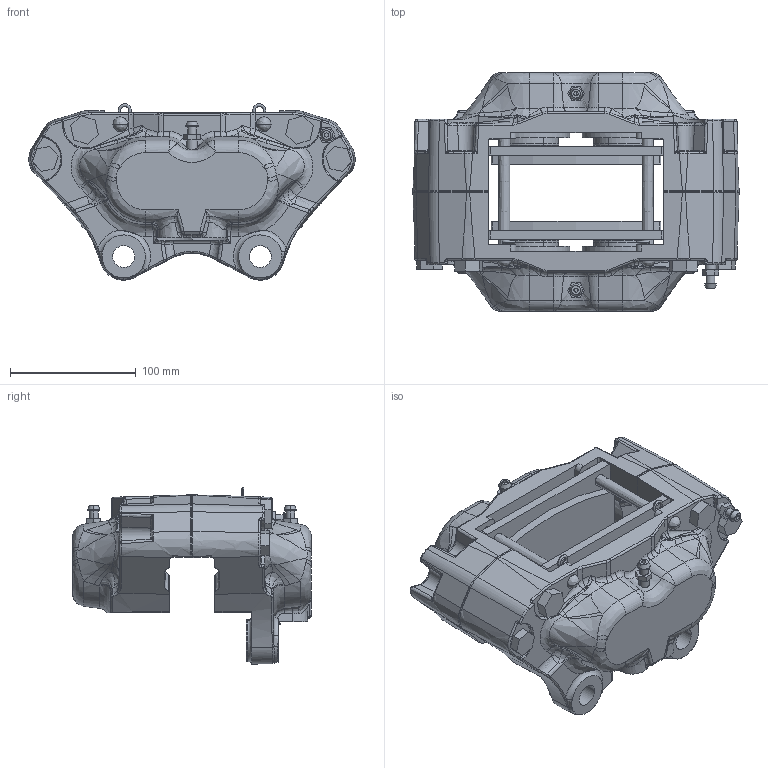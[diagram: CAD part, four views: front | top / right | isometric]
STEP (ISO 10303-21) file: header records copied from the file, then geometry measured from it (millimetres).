
FILE_DESCRIPTION(('FreeCAD Model'),'2;1');
FILE_NAME('Open CASCADE Shape Model','2025-04-27T12:56:01',('FreeCAD'),( 'FreeCAD'),'Open CASCADE STEP processor 7.6','FreeCAD','Unknown');
FILE_SCHEMA(('AUTOMOTIVE_DESIGN { 1 0 10303 214 1 1 1 1 }'));
Products named in the file (1): Open CASCADE STEP translator 7.6 1
Bounding box: 259.46 x 189.66 x 140.28 mm (x, y, z)
Volume: 1945082.9 mm3; surface area: 345986.4 mm2
Topology: 15 solids, 15 shells, 1396 faces, 3543 edges, 2139 vertices
Faces by surface type: bspline 1396
Entity records: 72876 total; most frequent: CARTESIAN_POINT 52672, ORIENTED_EDGE 6932, EDGE_CURVE 3466, B_SPLINE_CURVE_WITH_KNOTS 2589, VERTEX_POINT 2139, FACE_BOUND 1465, EDGE_LOOP 1465, ADVANCED_FACE 1396
